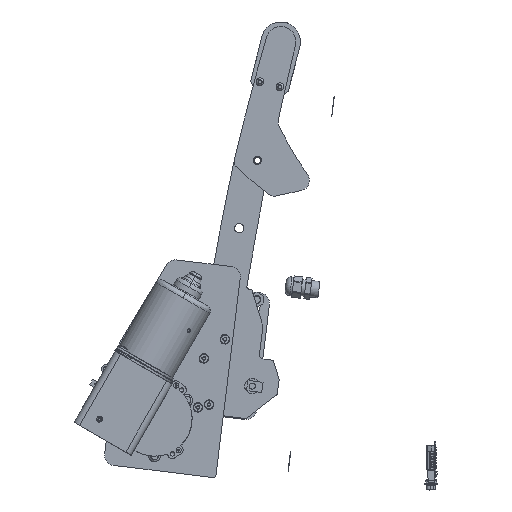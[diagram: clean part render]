
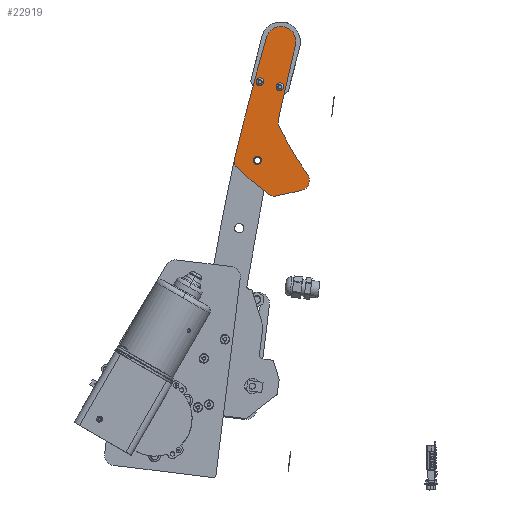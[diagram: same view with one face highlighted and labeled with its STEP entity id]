
A CAD part, left-side view. The second image highlights one B-rep face of the part: STEP entity #22919.
In plain terms, the highlighted face is planar.
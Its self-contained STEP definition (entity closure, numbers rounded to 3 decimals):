
#707 = EDGE_CURVE ( 'NONE', #5576, #153502, #137365, .T. ) ;
#3423 = CARTESIAN_POINT ( 'NONE',  ( 0., 0., 33. ) ) ;
#3987 = CIRCLE ( 'NONE', #114465, 10. ) ;
#4169 = CIRCLE ( 'NONE', #122850, 7. ) ;
#5576 = VERTEX_POINT ( 'NONE', #87266 ) ;
#10349 = AXIS2_PLACEMENT_3D ( 'NONE', #128668, #139087, #33592 ) ;
#11183 = VERTEX_POINT ( 'NONE', #138766 ) ;
#13330 = CARTESIAN_POINT ( 'NONE',  ( -54.447, 0., -5.986 ) ) ;
#14106 = CIRCLE ( 'NONE', #163217, 7. ) ;
#15000 = DIRECTION ( 'NONE',  ( 0., 0., 1. ) ) ;
#15706 = DIRECTION ( 'NONE',  ( 0., -1., 0. ) ) ;
#16206 = CARTESIAN_POINT ( 'NONE',  ( -6.991, 0., 30.151 ) ) ;
#20900 = CIRCLE ( 'NONE', #48584, 7. ) ;
#22919 = ADVANCED_FACE ( 'NONE', ( #142354, #103480 ), #145718, .F. ) ;
#23129 = CIRCLE ( 'NONE', #64483, 3000. ) ;
#23944 = DIRECTION ( 'NONE',  ( 0., 1., 0. ) ) ;
#24067 = ORIENTED_EDGE ( 'NONE', *, *, #78121, .F. ) ;
#27318 = EDGE_CURVE ( 'NONE', #115990, #52136, #121371, .T. ) ;
#28505 = CARTESIAN_POINT ( 'NONE',  ( 200.96, 0., 3985.852 ) ) ;
#29310 = ORIENTED_EDGE ( 'NONE', *, *, #87068, .F. ) ;
#31014 = DIRECTION ( 'NONE',  ( 0., 1., 0. ) ) ;
#31944 = DIRECTION ( 'NONE',  ( 0., 0., 1. ) ) ;
#33486 = EDGE_LOOP ( 'NONE', ( #116724, #49749, #125059, #44385, #136763, #157383, #24067, #50096, #98524, #29310, #75347, #95177 ) ) ;
#33592 = DIRECTION ( 'NONE',  ( 0., 0., 1. ) ) ;
#33689 = CARTESIAN_POINT ( 'NONE',  ( 0., 0., 23. ) ) ;
#36986 = VERTEX_POINT ( 'NONE', #111746 ) ;
#37659 = DIRECTION ( 'NONE',  ( 0., 0., 1. ) ) ;
#38099 = EDGE_CURVE ( 'NONE', #119156, #5576, #66707, .T. ) ;
#38214 = DIRECTION ( 'NONE',  ( 0., 0., 1. ) ) ;
#38738 = EDGE_CURVE ( 'NONE', #62909, #113001, #14106, .T. ) ;
#40003 = CARTESIAN_POINT ( 'NONE',  ( -13.071, 0., -16.128 ) ) ;
#40153 = AXIS2_PLACEMENT_3D ( 'NONE', #28505, #134002, #95042 ) ;
#40947 = CARTESIAN_POINT ( 'NONE',  ( 0., 0., 23. ) ) ;
#41626 = EDGE_CURVE ( 'NONE', #84770, #110285, #20900, .T. ) ;
#42438 = EDGE_CURVE ( 'NONE', #153502, #62909, #131201, .T. ) ;
#43014 = AXIS2_PLACEMENT_3D ( 'NONE', #89679, #165830, #129464 ) ;
#43450 = EDGE_CURVE ( 'NONE', #113001, #98104, #93057, .T. ) ;
#43629 = EDGE_CURVE ( 'NONE', #101574, #64237, #142662, .T. ) ;
#43882 = EDGE_LOOP ( 'NONE', ( #156673, #45975 ) ) ;
#44385 = ORIENTED_EDGE ( 'NONE', *, *, #707, .F. ) ;
#44947 = CARTESIAN_POINT ( 'NONE',  ( -131., 0., -15. ) ) ;
#45446 = AXIS2_PLACEMENT_3D ( 'NONE', #157843, #23944, #143193 ) ;
#45975 = ORIENTED_EDGE ( 'NONE', *, *, #27318, .T. ) ;
#46704 = DIRECTION ( 'NONE',  ( 0., 0., 1. ) ) ;
#46999 = VECTOR ( 'NONE', #69362, 1000. ) ;
#48584 = AXIS2_PLACEMENT_3D ( 'NONE', #143087, #115541, #37659 ) ;
#49749 = ORIENTED_EDGE ( 'NONE', *, *, #38738, .F. ) ;
#50096 = ORIENTED_EDGE ( 'NONE', *, *, #96477, .F. ) ;
#50104 = DIRECTION ( 'NONE',  ( 0., 1., 0. ) ) ;
#52136 = VERTEX_POINT ( 'NONE', #40003 ) ;
#54296 = CARTESIAN_POINT ( 'NONE',  ( 18.539, 0., 2.499 ) ) ;
#56372 = DIRECTION ( 'NONE',  ( 0., 0., 1. ) ) ;
#59718 = DIRECTION ( 'NONE',  ( 0., 1., 0. ) ) ;
#62909 = VERTEX_POINT ( 'NONE', #13330 ) ;
#64011 = AXIS2_PLACEMENT_3D ( 'NONE', #44947, #150324, #31944 ) ;
#64237 = VERTEX_POINT ( 'NONE', #93457 ) ;
#64483 = AXIS2_PLACEMENT_3D ( 'NONE', #88962, #50104, #140871 ) ;
#64690 = EDGE_CURVE ( 'NONE', #52136, #115990, #92555, .T. ) ;
#66707 = CIRCLE ( 'NONE', #64011, 14.6 ) ;
#68173 = AXIS2_PLACEMENT_3D ( 'NONE', #33689, #113287, #46704 ) ;
#69362 = DIRECTION ( 'NONE',  ( 0.357, 0., -0.934 ) ) ;
#74646 = DIRECTION ( 'NONE',  ( 0., 1., 0. ) ) ;
#75347 = ORIENTED_EDGE ( 'NONE', *, *, #43629, .F. ) ;
#77222 = DIRECTION ( 'NONE',  ( 0., 0., 1. ) ) ;
#78121 = EDGE_CURVE ( 'NONE', #36986, #11183, #4169, .T. ) ;
#82246 = EDGE_CURVE ( 'NONE', #98104, #101574, #3987, .T. ) ;
#83697 = CARTESIAN_POINT ( 'NONE',  ( -13.071, 0., -20.128 ) ) ;
#84770 = VERTEX_POINT ( 'NONE', #54296 ) ;
#85689 = CARTESIAN_POINT ( 'NONE',  ( 9.341, 0., 26.569 ) ) ;
#86750 = DIRECTION ( 'NONE',  ( 0., 0., 1. ) ) ;
#87068 = EDGE_CURVE ( 'NONE', #64237, #84770, #135910, .T. ) ;
#87266 = CARTESIAN_POINT ( 'NONE',  ( -131., 0., -0.4 ) ) ;
#88962 = CARTESIAN_POINT ( 'NONE',  ( 244.012, 0., 2946.753 ) ) ;
#89679 = CARTESIAN_POINT ( 'NONE',  ( -13.071, 0., -20.128 ) ) ;
#91044 = DIRECTION ( 'NONE',  ( 0., -1., 0. ) ) ;
#92555 = CIRCLE ( 'NONE', #43014, 4. ) ;
#93057 = CIRCLE ( 'NONE', #164804, 300. ) ;
#93203 = CIRCLE ( 'NONE', #10349, 300. ) ;
#93457 = CARTESIAN_POINT ( 'NONE',  ( 9.341, 0., 26.569 ) ) ;
#95042 = DIRECTION ( 'NONE',  ( 0., 0., -1. ) ) ;
#95177 = ORIENTED_EDGE ( 'NONE', *, *, #82246, .F. ) ;
#96477 = EDGE_CURVE ( 'NONE', #110285, #36986, #93203, .T. ) ;
#98104 = VERTEX_POINT ( 'NONE', #16206 ) ;
#98524 = ORIENTED_EDGE ( 'NONE', *, *, #41626, .F. ) ;
#101574 = VERTEX_POINT ( 'NONE', #3423 ) ;
#103480 = FACE_OUTER_BOUND ( 'NONE', #33486, .T. ) ;
#110285 = VERTEX_POINT ( 'NONE', #155107 ) ;
#111746 = CARTESIAN_POINT ( 'NONE',  ( -3.676, 0., -39.529 ) ) ;
#112196 = CARTESIAN_POINT ( 'NONE',  ( -131., 0., -15. ) ) ;
#113001 = VERTEX_POINT ( 'NONE', #163167 ) ;
#113287 = DIRECTION ( 'NONE',  ( 0., 1., 0. ) ) ;
#114465 = AXIS2_PLACEMENT_3D ( 'NONE', #40947, #59718, #15000 ) ;
#115541 = DIRECTION ( 'NONE',  ( 0., 1., 0. ) ) ;
#115990 = VERTEX_POINT ( 'NONE', #120889 ) ;
#116724 = ORIENTED_EDGE ( 'NONE', *, *, #43450, .F. ) ;
#119156 = VERTEX_POINT ( 'NONE', #151770 ) ;
#120805 = AXIS2_PLACEMENT_3D ( 'NONE', #112196, #148432, #138917 ) ;
#120889 = CARTESIAN_POINT ( 'NONE',  ( -13.071, 0., -24.128 ) ) ;
#121371 = CIRCLE ( 'NONE', #143435, 4. ) ;
#122850 = AXIS2_PLACEMENT_3D ( 'NONE', #165480, #74646, #86750 ) ;
#125059 = ORIENTED_EDGE ( 'NONE', *, *, #42438, .F. ) ;
#128668 = CARTESIAN_POINT ( 'NONE',  ( -249.004, 0., 133.138 ) ) ;
#129464 = DIRECTION ( 'NONE',  ( 0., 0., 1. ) ) ;
#131201 = CIRCLE ( 'NONE', #40153, 4000. ) ;
#131554 = CARTESIAN_POINT ( 'NONE',  ( -54., 0., 1. ) ) ;
#132318 = CARTESIAN_POINT ( 'NONE',  ( -129.793, 0., -0.45 ) ) ;
#134002 = DIRECTION ( 'NONE',  ( 0., -1., 0. ) ) ;
#135910 = LINE ( 'NONE', #85689, #46999 ) ;
#136763 = ORIENTED_EDGE ( 'NONE', *, *, #38099, .F. ) ;
#137365 = CIRCLE ( 'NONE', #120805, 14.6 ) ;
#138766 = CARTESIAN_POINT ( 'NONE',  ( -9.993, 0., -42.475 ) ) ;
#138917 = DIRECTION ( 'NONE',  ( 0., 0., 1. ) ) ;
#139087 = DIRECTION ( 'NONE',  ( 0., 1., 0. ) ) ;
#140871 = DIRECTION ( 'NONE',  ( 0., 0., 1. ) ) ;
#142354 = FACE_BOUND ( 'NONE', #43882, .T. ) ;
#142662 = CIRCLE ( 'NONE', #68173, 10. ) ;
#143087 = CARTESIAN_POINT ( 'NONE',  ( 12., 0., 0. ) ) ;
#143193 = DIRECTION ( 'NONE',  ( 0., 0., 1. ) ) ;
#143435 = AXIS2_PLACEMENT_3D ( 'NONE', #83697, #31014, #38214 ) ;
#145718 = PLANE ( 'NONE',  #45446 ) ;
#148432 = DIRECTION ( 'NONE',  ( 0., 1., 0. ) ) ;
#150324 = DIRECTION ( 'NONE',  ( 0., 1., 0. ) ) ;
#151770 = CARTESIAN_POINT ( 'NONE',  ( -132.834, 0., -29.484 ) ) ;
#153502 = VERTEX_POINT ( 'NONE', #132318 ) ;
#155107 = CARTESIAN_POINT ( 'NONE',  ( 18.236, 0., -3.181 ) ) ;
#156673 = ORIENTED_EDGE ( 'NONE', *, *, #64690, .T. ) ;
#157383 = ORIENTED_EDGE ( 'NONE', *, *, #163083, .F. ) ;
#157843 = CARTESIAN_POINT ( 'NONE',  ( -150., 0., 45. ) ) ;
#159326 = CARTESIAN_POINT ( 'NONE',  ( -216.708, 0., 244.67 ) ) ;
#163083 = EDGE_CURVE ( 'NONE', #11183, #119156, #23129, .T. ) ;
#163167 = CARTESIAN_POINT ( 'NONE',  ( -50.113, 0., -4.821 ) ) ;
#163217 = AXIS2_PLACEMENT_3D ( 'NONE', #131554, #15706, #56372 ) ;
#164804 = AXIS2_PLACEMENT_3D ( 'NONE', #159326, #91044, #77222 ) ;
#165480 = CARTESIAN_POINT ( 'NONE',  ( -9.4, 0., -35.5 ) ) ;
#165830 = DIRECTION ( 'NONE',  ( 0., 1., 0. ) ) ;
